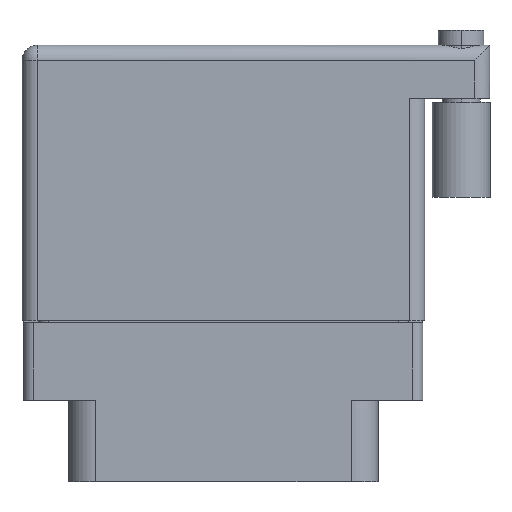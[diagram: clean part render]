
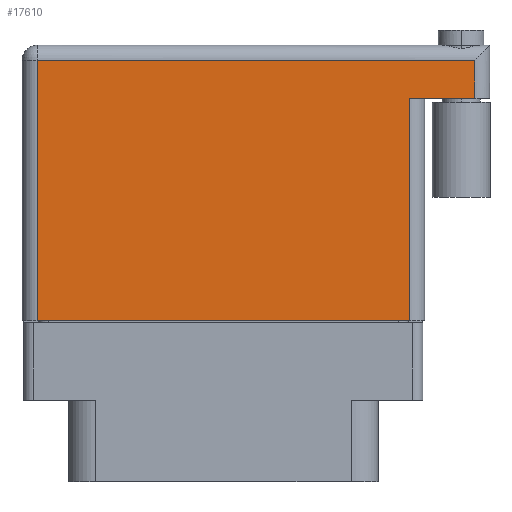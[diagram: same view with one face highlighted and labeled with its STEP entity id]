
A CAD part, front view. The second image highlights one B-rep face of the part: STEP entity #17610.
In plain terms, the highlighted face is planar.
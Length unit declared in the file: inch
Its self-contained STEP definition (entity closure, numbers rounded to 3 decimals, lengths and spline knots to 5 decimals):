
#74 = LINE ( 'NONE', #10857, #19578 ) ;
#332 = VERTEX_POINT ( 'NONE', #4651 ) ;
#359 = ORIENTED_EDGE ( 'NONE', *, *, #3581, .T. ) ;
#654 = VERTEX_POINT ( 'NONE', #2229 ) ;
#1665 = ORIENTED_EDGE ( 'NONE', *, *, #19323, .T. ) ;
#1666 = VECTOR ( 'NONE', #6825, 39.37008 ) ;
#2229 = CARTESIAN_POINT ( 'NONE',  ( 0.8265, 0.756, 0.3575 ) ) ;
#2338 = VERTEX_POINT ( 'NONE', #17563 ) ;
#2422 = CARTESIAN_POINT ( 'NONE',  ( 0.8265, 0.806, 0.3575 ) ) ;
#2505 = VERTEX_POINT ( 'NONE', #20149 ) ;
#3291 = VECTOR ( 'NONE', #21764, 39.37008 ) ;
#3300 = ORIENTED_EDGE ( 'NONE', *, *, #15550, .F. ) ;
#3581 = EDGE_CURVE ( 'NONE', #654, #2338, #74, .T. ) ;
#3600 = VECTOR ( 'NONE', #18061, 39.37008 ) ;
#4567 = CARTESIAN_POINT ( 'NONE',  ( 0.8765, 0.631, 0.3575 ) ) ;
#4651 = CARTESIAN_POINT ( 'NONE',  ( -0.6125, -0.1, 0.3575 ) ) ;
#5302 = CARTESIAN_POINT ( 'NONE',  ( -0.6625, -0.1, 0.3575 ) ) ;
#5367 = ORIENTED_EDGE ( 'NONE', *, *, #15805, .T. ) ;
#5865 = CARTESIAN_POINT ( 'NONE',  ( 0.6125, 0.631, 0.3575 ) ) ;
#6571 = LINE ( 'NONE', #16608, #3291 ) ;
#6825 = DIRECTION ( 'NONE',  ( -1., 0., 0. ) ) ;
#7336 = DIRECTION ( 'NONE',  ( -1., 0., 0. ) ) ;
#7709 = EDGE_CURVE ( 'NONE', #2338, #332, #6571, .T. ) ;
#7959 = VERTEX_POINT ( 'NONE', #17679 ) ;
#8162 = PLANE ( 'NONE',  #11053 ) ;
#8228 = FACE_OUTER_BOUND ( 'NONE', #20672, .T. ) ;
#8276 = LINE ( 'NONE', #5865, #3600 ) ;
#8603 = LINE ( 'NONE', #5302, #8860 ) ;
#8860 = VECTOR ( 'NONE', #13957, 39.37008 ) ;
#10857 = CARTESIAN_POINT ( 'NONE',  ( -0.6625, 0.756, 0.3575 ) ) ;
#11053 = AXIS2_PLACEMENT_3D ( 'NONE', #18582, #13496, #20341 ) ;
#11161 = DIRECTION ( 'NONE',  ( 0., 1., 0. ) ) ;
#11340 = ORIENTED_EDGE ( 'NONE', *, *, #19953, .T. ) ;
#12616 = VERTEX_POINT ( 'NONE', #20651 ) ;
#13496 = DIRECTION ( 'NONE',  ( 0., 0., -1. ) ) ;
#13957 = DIRECTION ( 'NONE',  ( 1., 0., 0. ) ) ;
#15550 = EDGE_CURVE ( 'NONE', #12616, #7959, #21462, .T. ) ;
#15805 = EDGE_CURVE ( 'NONE', #332, #2505, #8603, .T. ) ;
#16001 = ORIENTED_EDGE ( 'NONE', *, *, #7709, .T. ) ;
#16608 = CARTESIAN_POINT ( 'NONE',  ( -0.6125, -0.1, 0.3575 ) ) ;
#17563 = CARTESIAN_POINT ( 'NONE',  ( -0.6125, 0.756, 0.3575 ) ) ;
#17610 = ADVANCED_FACE ( 'NONE', ( #8228 ), #8162, .F. ) ;
#17679 = CARTESIAN_POINT ( 'NONE',  ( 0.6125, 0.631, 0.3575 ) ) ;
#18061 = DIRECTION ( 'NONE',  ( 0., 1., 0. ) ) ;
#18582 = CARTESIAN_POINT ( 'NONE',  ( -0.6625, 0.806, 0.3575 ) ) ;
#18998 = VECTOR ( 'NONE', #11161, 39.37008 ) ;
#19323 = EDGE_CURVE ( 'NONE', #12616, #654, #22315, .T. ) ;
#19578 = VECTOR ( 'NONE', #7336, 39.37008 ) ;
#19953 = EDGE_CURVE ( 'NONE', #2505, #7959, #8276, .T. ) ;
#20149 = CARTESIAN_POINT ( 'NONE',  ( 0.6125, -0.1, 0.3575 ) ) ;
#20341 = DIRECTION ( 'NONE',  ( -1., 0., 0. ) ) ;
#20651 = CARTESIAN_POINT ( 'NONE',  ( 0.8265, 0.631, 0.3575 ) ) ;
#20672 = EDGE_LOOP ( 'NONE', ( #5367, #11340, #3300, #1665, #359, #16001 ) ) ;
#21462 = LINE ( 'NONE', #4567, #1666 ) ;
#21764 = DIRECTION ( 'NONE',  ( 0., -1., 0. ) ) ;
#22315 = LINE ( 'NONE', #2422, #18998 ) ;
